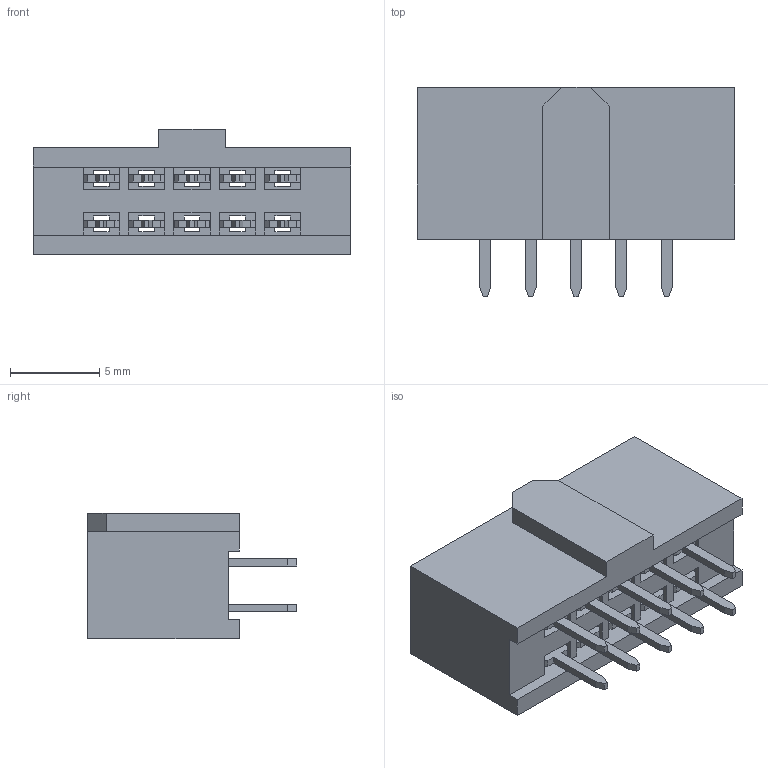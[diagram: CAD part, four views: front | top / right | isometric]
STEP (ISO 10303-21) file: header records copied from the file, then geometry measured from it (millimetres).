
FILE_DESCRIPTION(/* description */ (''),/* implementation_level */ '2;1');
FILE_NAME(/* name */ 'SFH11-PBPC-D05-ST-BK--3DModel-STEP-56544.step',/* time_stamp */ '2023-08-30T06:54:39+02:00',/* author */ (''),/* organization */ (''),/* preprocessor_version */ 'ST-DEVELOPER v20',/* originating_system */ 'Autodesk Translation Framework v12.9.0.99',/* authorisation */ '');
FILE_SCHEMA (('AUTOMOTIVE_DESIGN { 1 0 10303 214 3 1 1 }'));
Length unit declared in the file: inch
Products named in the file (3): (Nicht gespeichert); SFH11-xC-Dx-ST-BK body_05; pin^SFH11-xC-Dx-ST-BK Ass
Assembly tree (11 placements, depth 2):
  (Nicht gespeichert)
    SFH11-xC-Dx-ST-BK body_05
    pin^SFH11-xC-Dx-ST-BK Ass  x10
Bounding box: 17.78 x 11.71 x 7.01 mm (x, y, z)
Volume: 742.3 mm3; surface area: 1451.4 mm2
Topology: 11 solids, 11 shells, 296 faces, 822 edges, 548 vertices
Faces by surface type: plane 266, cylinder 30
Entity records: 3959 total; most frequent: CARTESIAN_POINT 690, ORIENTED_EDGE 672, DIRECTION 602, EDGE_CURVE 336, LINE 330, VECTOR 330, VERTEX_POINT 224, EDGE_LOOP 136
